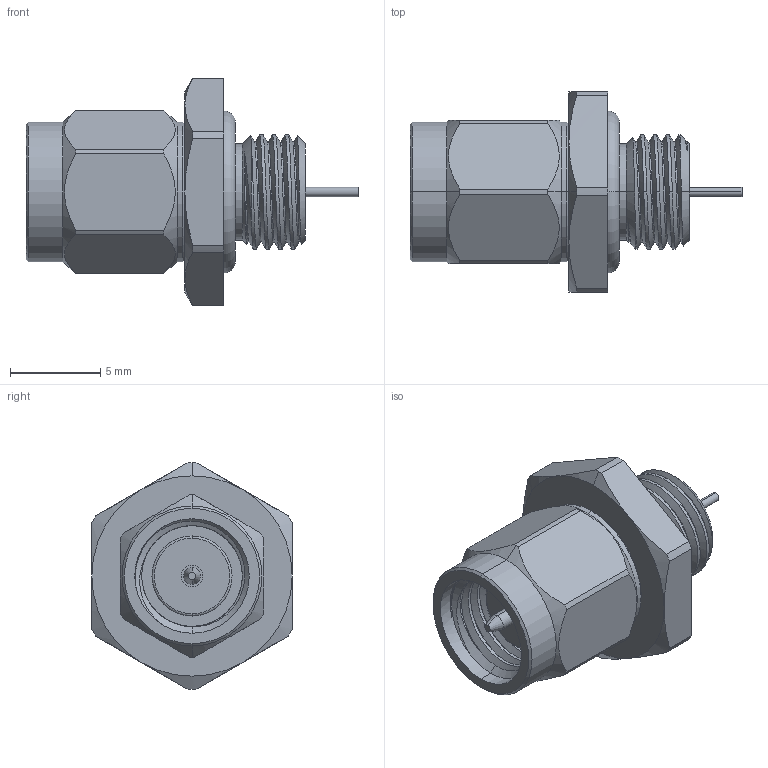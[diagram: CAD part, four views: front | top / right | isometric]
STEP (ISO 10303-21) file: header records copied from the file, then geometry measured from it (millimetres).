
FILE_DESCRIPTION (( 'STEP AP214' ), '1' );
FILE_NAME ('FMCN4403_3D.STEP', '2023-01-05T19:56:54', ( '' ), ( '' ), 'SwSTEP 2.0', 'SolidWorks 2022', '' );
FILE_SCHEMA (( 'AUTOMOTIVE_DESIGN' ));
Length unit declared in the file: inch
Products named in the file (1): FMCN4403_3D
Bounding box: 18.41 x 11.11 x 12.58 mm (x, y, z)
Volume: 711.5 mm3; surface area: 974.3 mm2
Topology: 2 solids, 2 shells, 116 faces, 284 edges, 180 vertices
Faces by surface type: cylinder 56, cone 24, plane 24, bspline 8, torus 4
Entity records: 6327 total; most frequent: CARTESIAN_POINT 3685, ORIENTED_EDGE 568, DIRECTION 516, EDGE_CURVE 284, AXIS2_PLACEMENT_3D 213, VERTEX_POINT 180, EDGE_LOOP 126, FACE_OUTER_BOUND 116
